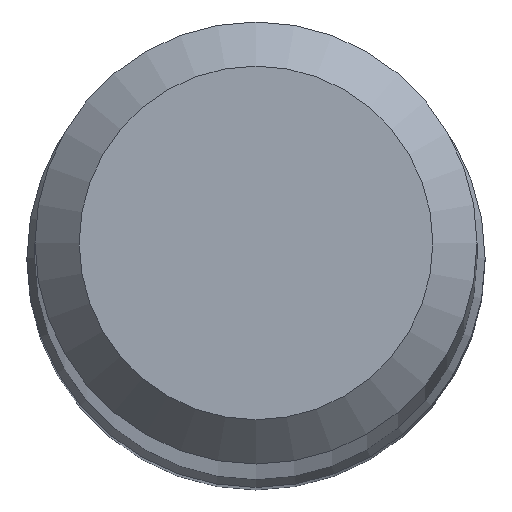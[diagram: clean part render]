
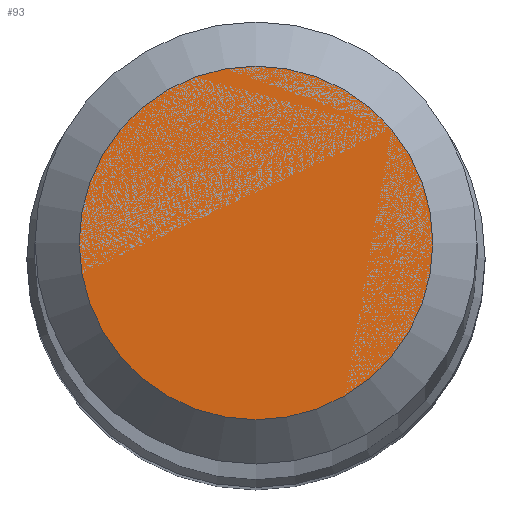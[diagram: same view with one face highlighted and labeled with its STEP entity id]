
A CAD part, top view. The second image highlights one B-rep face of the part: STEP entity #93.
In plain terms, the highlighted planar face has unit normal (0, 0, 1).
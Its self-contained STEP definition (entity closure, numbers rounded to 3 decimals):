
#1 = CARTESIAN_POINT ( 'NONE',  ( 0., 1.2, 70. ) ) ;
#33 = FACE_OUTER_BOUND ( 'NONE', #123, .T. ) ;
#44 = AXIS2_PLACEMENT_3D ( 'NONE', #91, #179, #204 ) ;
#55 = DIRECTION ( 'NONE',  ( 0., 0., -1. ) ) ;
#59 = AXIS2_PLACEMENT_3D ( 'NONE', #87, #55, #79 ) ;
#75 = ORIENTED_EDGE ( 'NONE', *, *, #256, .F. ) ;
#79 = DIRECTION ( 'NONE',  ( 0., 1., 0. ) ) ;
#87 = CARTESIAN_POINT ( 'NONE',  ( 0., 0., 70. ) ) ;
#91 = CARTESIAN_POINT ( 'NONE',  ( 0., 0., 70. ) ) ;
#93 = ADVANCED_FACE ( 'NONE', ( #33 ), #129, .F. ) ;
#96 = CIRCLE ( 'NONE', #44, 1.2 ) ;
#123 = EDGE_LOOP ( 'NONE', ( #75 ) ) ;
#129 = PLANE ( 'NONE',  #59 ) ;
#161 = VERTEX_POINT ( 'NONE', #1 ) ;
#179 = DIRECTION ( 'NONE',  ( 0., 0., -1. ) ) ;
#204 = DIRECTION ( 'NONE',  ( 0., 1., 0. ) ) ;
#256 = EDGE_CURVE ( 'NONE', #161, #161, #96, .T. ) ;
